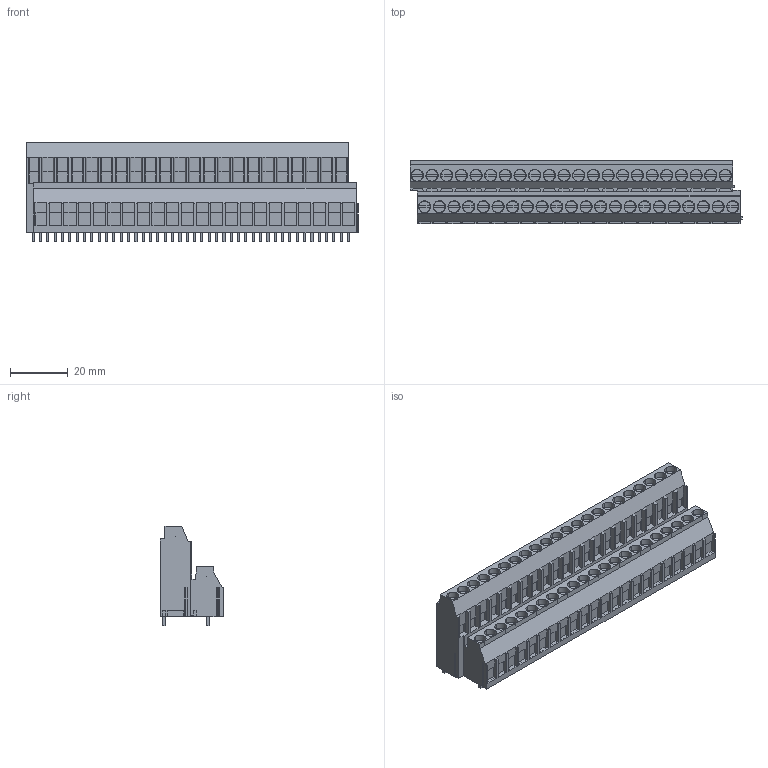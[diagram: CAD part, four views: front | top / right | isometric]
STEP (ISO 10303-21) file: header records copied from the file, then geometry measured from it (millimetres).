
FILE_DESCRIPTION(('CATIA V5 STEP','CAx-IF Rec.Pracs.--- Model Styling and Organization---1.4--- 2014-01-23'),'2;1');
FILE_NAME ('D1460982_1', '2024-03-18T12:50:52+00:00', ('none'), ('Weidmueller'), 'CATIA Version 5-6 Release 2016 SP3 HF44', 'CATIA V5 STEP AP214', 'none');
FILE_SCHEMA(('AUTOMOTIVE_DESIGN { 1 0 10303 214 1 1 1 1 }'));
Products named in the file (1): 1977660000
Bounding box: 114.95 x 21.94 x 34.47 mm (x, y, z)
Volume: 47597.6 mm3; surface area: 22353.8 mm2
Topology: 89 solids, 89 shells, 2428 faces, 6984 edges, 4779 vertices
Faces by surface type: plane 2252, cylinder 176
Entity records: 72174 total; most frequent: ORIENTED_EDGE 13968, CARTESIAN_POINT 13877, DIRECTION 8951, EDGE_CURVE 6984, VECTOR 6157, LINE 6157, VERTEX_POINT 4779, EDGE_LOOP 2473
